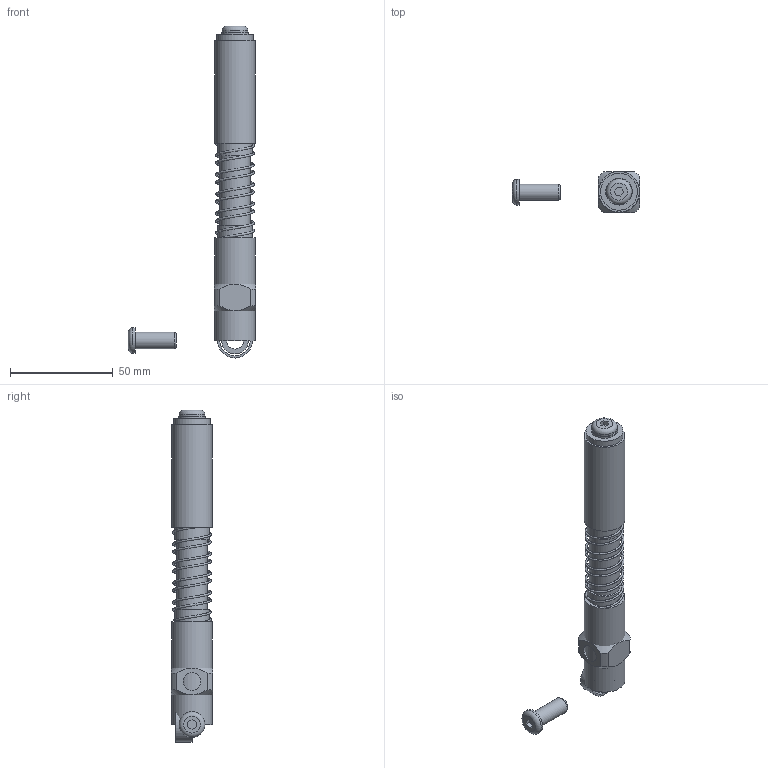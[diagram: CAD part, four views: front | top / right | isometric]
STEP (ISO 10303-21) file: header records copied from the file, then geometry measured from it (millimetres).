
FILE_DESCRIPTION( ( 'STEP AP214' ), '1' );
FILE_NAME( 'CA.GGD.20141850.stp', '2014-07-04T08:11:49', ( ' ' ), ( ' ' ), 'XStep 1.0', ' ', ' ' );
FILE_SCHEMA( ( 'CONFIG_CONTROL_DESIGN) ( )' ) );
Length unit declared in the file: metre
Products named in the file (9): Assem1; GGD.20.2; M.19X100; GGD.20.14.18; GGD.20.50; GGD.20.50.01; R.8X18X3; R.8.SCH; V.TBCE8X20.BUTT
Bounding box: 61.9 x 20 x 161.7 mm (x, y, z)
Volume: 59064.3 mm3; surface area: 44779.9 mm2
Topology: 16 solids, 16 shells, 132 faces, 262 edges, 176 vertices
Faces by surface type: plane 68, cylinder 48, cone 12, bspline 2, torus 2
Full cylindrical faces by diameter (mm): 8 x2, 8.3 x4, 8.5 x2, 8.566 x4, 8.917 x2, 10 x2, 11.445 x2, 12.5 x2, 13 x2, 14.75 x2, 14.9 x2, 15 x2, 17 x6, 18 x2, 19 x2, 19.9 x2
Entity records: 3059 total; most frequent: CARTESIAN_POINT 1646, DIRECTION 278, ORIENTED_EDGE 188, AXIS2_PLACEMENT_3D 126, EDGE_LOOP 109, EDGE_CURVE 94, FACE_OUTER_BOUND 88, VERTEX_POINT 78
